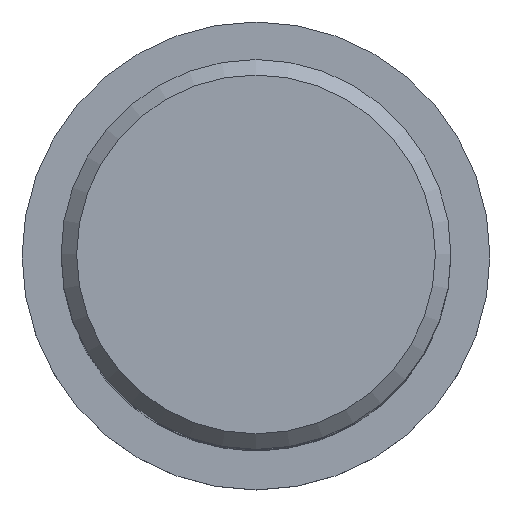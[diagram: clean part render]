
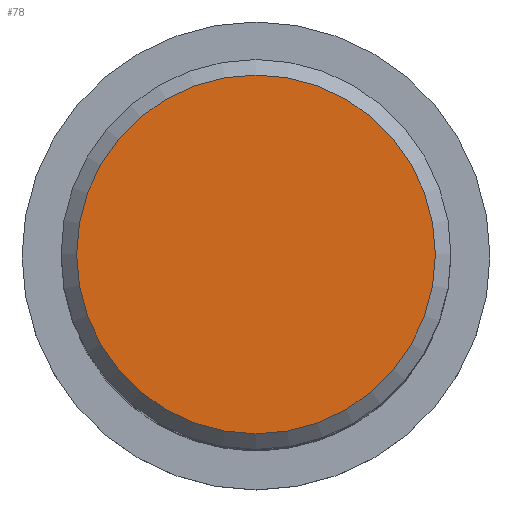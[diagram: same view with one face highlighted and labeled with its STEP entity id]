
A CAD part, top view. The second image highlights one B-rep face of the part: STEP entity #78.
In plain terms, the highlighted planar face has unit normal (0, 0, 1).
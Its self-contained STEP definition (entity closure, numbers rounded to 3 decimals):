
#55=FACE_OUTER_BOUND('',#120,.T.);
#68=PLANE('',#284);
#78=ADVANCED_FACE('',(#55),#68,.T.);
#120=EDGE_LOOP('',(#144));
#144=ORIENTED_EDGE('',*,*,#201,.F.);
#183=VERTEX_POINT('',#408);
#201=EDGE_CURVE('',#183,#183,#222,.T.);
#222=CIRCLE('',#283,11.5);
#283=AXIS2_PLACEMENT_3D('',#407,#329,#330);
#284=AXIS2_PLACEMENT_3D('',#409,#331,#332);
#329=DIRECTION('',(0.,0.,-1.));
#330=DIRECTION('',(-1.,0.,0.));
#331=DIRECTION('',(0.,0.,1.));
#332=DIRECTION('',(1.,0.,0.));
#407=CARTESIAN_POINT('',(0.,0.,0.));
#408=CARTESIAN_POINT('',(-11.5,0.,0.));
#409=CARTESIAN_POINT('',(-11.5,0.,0.));
